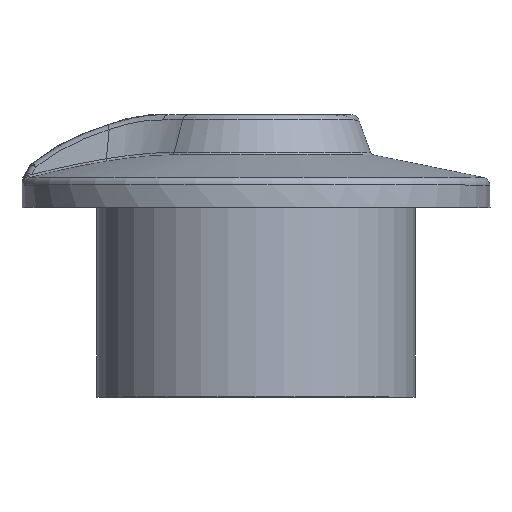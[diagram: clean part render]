
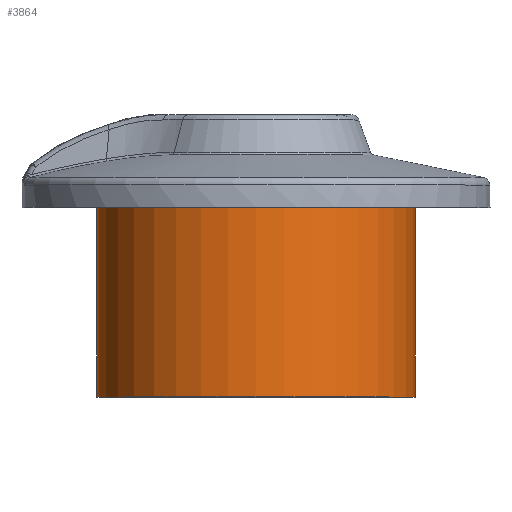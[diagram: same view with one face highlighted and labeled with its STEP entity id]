
A CAD part, top view. The second image highlights one B-rep face of the part: STEP entity #3864.
In plain terms, the highlighted cylindrical face has radius 19.75 mm (diameter 39.5 mm), a partial arc.
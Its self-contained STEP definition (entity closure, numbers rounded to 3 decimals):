
#25=CARTESIAN_POINT('',(0.,0.,27.));
#26=DIRECTION('',(0.,0.,-1.));
#27=DIRECTION('',(-1.,0.,0.));
#28=AXIS2_PLACEMENT_3D('',#25,#26,#27);
#350=CARTESIAN_POINT('',(0.,0.,0.383));
#351=DIRECTION('',(0.,0.,1.));
#352=DIRECTION('',(1.,0.,0.));
#353=AXIS2_PLACEMENT_3D('',#350,#351,#352);
#358=DIRECTION('',(0.,0.,1.));
#359=VECTOR('',#358,26.617);
#360=CARTESIAN_POINT('',(19.75,0.,0.383));
#361=LINE('',#360,#359);
#365=DIRECTION('',(0.,0.,-1.));
#366=VECTOR('',#365,26.617);
#367=CARTESIAN_POINT('',(-19.75,0.,27.));
#368=LINE('',#367,#366);
#3255=CARTESIAN_POINT('',(19.75,0.,27.));
#3256=CARTESIAN_POINT('',(-19.75,0.,27.));
#3257=VERTEX_POINT('',#3255);
#3258=VERTEX_POINT('',#3256);
#3297=CARTESIAN_POINT('',(-19.75,0.,0.383));
#3298=CARTESIAN_POINT('',(19.75,0.,0.383));
#3299=VERTEX_POINT('',#3297);
#3300=VERTEX_POINT('',#3298);
#3853=CARTESIAN_POINT('',(0.,0.,-1.35));
#3854=DIRECTION('',(0.,0.,1.));
#3855=DIRECTION('',(-1.,0.,0.));
#3856=AXIS2_PLACEMENT_3D('',#3853,#3854,#3855);
#3857=CYLINDRICAL_SURFACE('',#3856,19.75);
#3858=ORIENTED_EDGE('',*,*,#3847,.F.);
#3859=ORIENTED_EDGE('',*,*,#3751,.T.);
#3860=ORIENTED_EDGE('',*,*,#3688,.F.);
#3861=ORIENTED_EDGE('',*,*,#3748,.T.);
#3862=EDGE_LOOP('',(#3858,#3859,#3860,#3861));
#3863=FACE_OUTER_BOUND('',#3862,.F.);
#3864=ADVANCED_FACE('',(#3863),#3857,.T.);
#29=CIRCLE('',#28,19.75);
#354=CIRCLE('',#353,19.75);
#3688=EDGE_CURVE('',#3258,#3257,#29,.T.);
#3748=EDGE_CURVE('',#3258,#3299,#368,.T.);
#3751=EDGE_CURVE('',#3300,#3257,#361,.T.);
#3847=EDGE_CURVE('',#3300,#3299,#354,.T.);
